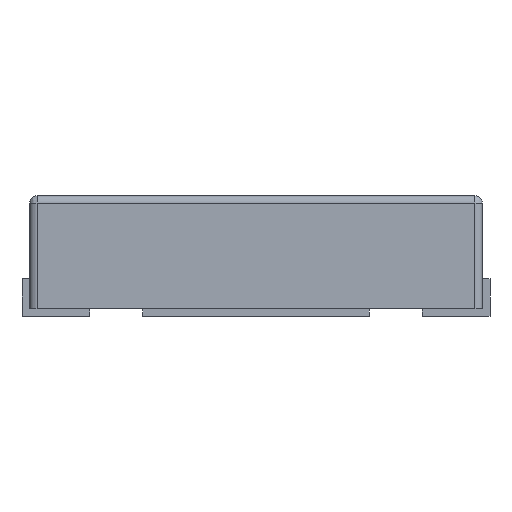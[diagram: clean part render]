
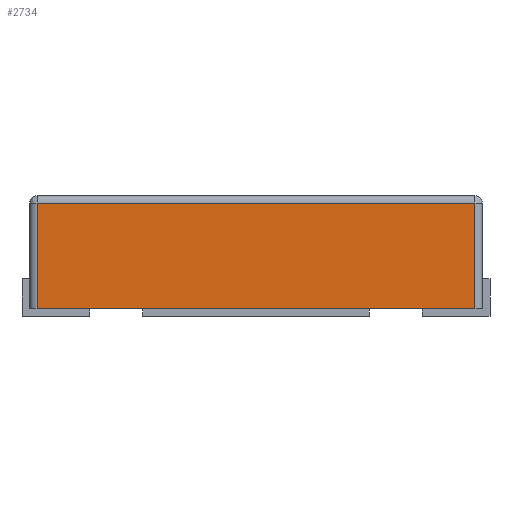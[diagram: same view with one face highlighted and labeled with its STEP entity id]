
A CAD part, front view. The second image highlights one B-rep face of the part: STEP entity #2734.
In plain terms, the highlighted planar face has unit normal (0, -1, 0).
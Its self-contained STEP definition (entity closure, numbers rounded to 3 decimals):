
#427 = CYLINDRICAL_SURFACE('',#428,0.05);
#428 = AXIS2_PLACEMENT_3D('',#429,#430,#431);
#429 = CARTESIAN_POINT('',(-1.5,-1.45,0.7));
#430 = DIRECTION('',(1.,0.,0.));
#431 = DIRECTION('',(0.,0.,-1.));
#1205 = VERTEX_POINT('',#1206);
#1206 = CARTESIAN_POINT('',(1.45,-1.5,0.7));
#1274 = VERTEX_POINT('',#1275);
#1275 = CARTESIAN_POINT('',(-1.45,-1.5,0.7));
#1341 = EDGE_CURVE('',#1274,#1205,#1342,.T.);
#1342 = SURFACE_CURVE('',#1343,(#1347,#1376),.PCURVE_S1.);
#1343 = LINE('',#1344,#1345);
#1344 = CARTESIAN_POINT('',(-1.5,-1.5,0.7));
#1345 = VECTOR('',#1346,1.);
#1346 = DIRECTION('',(1.,0.,0.));
#1347 = PCURVE('',#427,#1348);
#1348 = DEFINITIONAL_REPRESENTATION('',(#1349),#1375);
#1349 = B_SPLINE_CURVE_WITH_KNOTS('',3,(#1350,#1351,#1352,#1353,#1354,
    #1355,#1356,#1357,#1358,#1359,#1360,#1361,#1362,#1363,#1364,#1365,
    #1366,#1367,#1368,#1369,#1370,#1371,#1372,#1373,#1374),
  .UNSPECIFIED.,.F.,.F.,(4,1,1,1,1,1,1,1,1,1,1,1,1,1,1,1,1,1,1,1,1,1,4),
  (0.05,0.182,0.314,0.445,0.577,
    0.709,0.841,0.973,1.105,
    1.236,1.368,1.5,1.632,1.764,
    1.895,2.027,2.159,2.291,
    2.423,2.555,2.686,2.818,2.95),
  .QUASI_UNIFORM_KNOTS.);
#1350 = CARTESIAN_POINT('',(4.712,0.05));
#1351 = CARTESIAN_POINT('',(4.712,0.094));
#1352 = CARTESIAN_POINT('',(4.712,0.182));
#1353 = CARTESIAN_POINT('',(4.712,0.314));
#1354 = CARTESIAN_POINT('',(4.712,0.445));
#1355 = CARTESIAN_POINT('',(4.712,0.577));
#1356 = CARTESIAN_POINT('',(4.712,0.709));
#1357 = CARTESIAN_POINT('',(4.712,0.841));
#1358 = CARTESIAN_POINT('',(4.712,0.973));
#1359 = CARTESIAN_POINT('',(4.712,1.105));
#1360 = CARTESIAN_POINT('',(4.712,1.236));
#1361 = CARTESIAN_POINT('',(4.712,1.368));
#1362 = CARTESIAN_POINT('',(4.712,1.5));
#1363 = CARTESIAN_POINT('',(4.712,1.632));
#1364 = CARTESIAN_POINT('',(4.712,1.764));
#1365 = CARTESIAN_POINT('',(4.712,1.895));
#1366 = CARTESIAN_POINT('',(4.712,2.027));
#1367 = CARTESIAN_POINT('',(4.712,2.159));
#1368 = CARTESIAN_POINT('',(4.712,2.291));
#1369 = CARTESIAN_POINT('',(4.712,2.423));
#1370 = CARTESIAN_POINT('',(4.712,2.555));
#1371 = CARTESIAN_POINT('',(4.712,2.686));
#1372 = CARTESIAN_POINT('',(4.712,2.818));
#1373 = CARTESIAN_POINT('',(4.712,2.906));
#1374 = CARTESIAN_POINT('',(4.712,2.95));
#1375 = ( GEOMETRIC_REPRESENTATION_CONTEXT(2) 
PARAMETRIC_REPRESENTATION_CONTEXT() REPRESENTATION_CONTEXT('2D SPACE',''
  ) );
#1376 = PCURVE('',#1377,#1382);
#1377 = PLANE('',#1378);
#1378 = AXIS2_PLACEMENT_3D('',#1379,#1380,#1381);
#1379 = CARTESIAN_POINT('',(-1.5,-1.5,0.75));
#1380 = DIRECTION('',(0.,1.,0.));
#1381 = DIRECTION('',(0.,0.,1.));
#1382 = DEFINITIONAL_REPRESENTATION('',(#1383),#1387);
#1383 = LINE('',#1384,#1385);
#1384 = CARTESIAN_POINT('',(-0.05,0.));
#1385 = VECTOR('',#1386,1.);
#1386 = DIRECTION('',(0.,1.));
#1387 = ( GEOMETRIC_REPRESENTATION_CONTEXT(2) 
PARAMETRIC_REPRESENTATION_CONTEXT() REPRESENTATION_CONTEXT('2D SPACE',''
  ) );
#1479 = CYLINDRICAL_SURFACE('',#1480,0.05);
#1480 = AXIS2_PLACEMENT_3D('',#1481,#1482,#1483);
#1481 = CARTESIAN_POINT('',(-1.45,-1.45,0.75));
#1482 = DIRECTION('',(0.,0.,1.));
#1483 = DIRECTION('',(1.,0.,0.));
#1620 = PLANE('',#1621);
#1621 = AXIS2_PLACEMENT_3D('',#1622,#1623,#1624);
#1622 = CARTESIAN_POINT('',(-1.5,1.5,0.));
#1623 = DIRECTION('',(0.,0.,1.));
#1624 = DIRECTION('',(1.,0.,0.));
#2311 = CYLINDRICAL_SURFACE('',#2312,0.05);
#2312 = AXIS2_PLACEMENT_3D('',#2313,#2314,#2315);
#2313 = CARTESIAN_POINT('',(1.45,-1.45,0.75));
#2314 = DIRECTION('',(0.,0.,1.));
#2315 = DIRECTION('',(1.,0.,0.));
#2734 = ADVANCED_FACE('',(#2735),#1377,.F.);
#2735 = FACE_BOUND('',#2736,.T.);
#2736 = EDGE_LOOP('',(#2737,#2782,#2783,#2828));
#2737 = ORIENTED_EDGE('',*,*,#2738,.F.);
#2738 = EDGE_CURVE('',#1205,#2739,#2741,.T.);
#2739 = VERTEX_POINT('',#2740);
#2740 = CARTESIAN_POINT('',(1.45,-1.5,0.));
#2741 = SURFACE_CURVE('',#2742,(#2746,#2753),.PCURVE_S1.);
#2742 = LINE('',#2743,#2744);
#2743 = CARTESIAN_POINT('',(1.45,-1.5,0.75));
#2744 = VECTOR('',#2745,1.);
#2745 = DIRECTION('',(0.,0.,-1.));
#2746 = PCURVE('',#1377,#2747);
#2747 = DEFINITIONAL_REPRESENTATION('',(#2748),#2752);
#2748 = LINE('',#2749,#2750);
#2749 = CARTESIAN_POINT('',(0.,2.95));
#2750 = VECTOR('',#2751,1.);
#2751 = DIRECTION('',(-1.,0.));
#2752 = ( GEOMETRIC_REPRESENTATION_CONTEXT(2) 
PARAMETRIC_REPRESENTATION_CONTEXT() REPRESENTATION_CONTEXT('2D SPACE',''
  ) );
#2753 = PCURVE('',#2311,#2754);
#2754 = DEFINITIONAL_REPRESENTATION('',(#2755),#2781);
#2755 = B_SPLINE_CURVE_WITH_KNOTS('',3,(#2756,#2757,#2758,#2759,#2760,
    #2761,#2762,#2763,#2764,#2765,#2766,#2767,#2768,#2769,#2770,#2771,
    #2772,#2773,#2774,#2775,#2776,#2777,#2778,#2779,#2780),
  .UNSPECIFIED.,.F.,.F.,(4,1,1,1,1,1,1,1,1,1,1,1,1,1,1,1,1,1,1,1,1,1,4),
  (0.05,0.082,0.114,0.145,
    0.177,0.209,0.241,0.273,
    0.305,0.336,0.368,0.4,0.432,
    0.464,0.495,0.527,0.559,
    0.591,0.623,0.655,0.686,
    0.718,0.75),.QUASI_UNIFORM_KNOTS.);
#2756 = CARTESIAN_POINT('',(4.712,-0.05));
#2757 = CARTESIAN_POINT('',(4.712,-0.061));
#2758 = CARTESIAN_POINT('',(4.712,-0.082));
#2759 = CARTESIAN_POINT('',(4.712,-0.114));
#2760 = CARTESIAN_POINT('',(4.712,-0.145));
#2761 = CARTESIAN_POINT('',(4.712,-0.177));
#2762 = CARTESIAN_POINT('',(4.712,-0.209));
#2763 = CARTESIAN_POINT('',(4.712,-0.241));
#2764 = CARTESIAN_POINT('',(4.712,-0.273));
#2765 = CARTESIAN_POINT('',(4.712,-0.305));
#2766 = CARTESIAN_POINT('',(4.712,-0.336));
#2767 = CARTESIAN_POINT('',(4.712,-0.368));
#2768 = CARTESIAN_POINT('',(4.712,-0.4));
#2769 = CARTESIAN_POINT('',(4.712,-0.432));
#2770 = CARTESIAN_POINT('',(4.712,-0.464));
#2771 = CARTESIAN_POINT('',(4.712,-0.495));
#2772 = CARTESIAN_POINT('',(4.712,-0.527));
#2773 = CARTESIAN_POINT('',(4.712,-0.559));
#2774 = CARTESIAN_POINT('',(4.712,-0.591));
#2775 = CARTESIAN_POINT('',(4.712,-0.623));
#2776 = CARTESIAN_POINT('',(4.712,-0.655));
#2777 = CARTESIAN_POINT('',(4.712,-0.686));
#2778 = CARTESIAN_POINT('',(4.712,-0.718));
#2779 = CARTESIAN_POINT('',(4.712,-0.739));
#2780 = CARTESIAN_POINT('',(4.712,-0.75));
#2781 = ( GEOMETRIC_REPRESENTATION_CONTEXT(2) 
PARAMETRIC_REPRESENTATION_CONTEXT() REPRESENTATION_CONTEXT('2D SPACE',''
  ) );
#2782 = ORIENTED_EDGE('',*,*,#1341,.F.);
#2783 = ORIENTED_EDGE('',*,*,#2784,.F.);
#2784 = EDGE_CURVE('',#2785,#1274,#2787,.T.);
#2785 = VERTEX_POINT('',#2786);
#2786 = CARTESIAN_POINT('',(-1.45,-1.5,0.));
#2787 = SURFACE_CURVE('',#2788,(#2792,#2799),.PCURVE_S1.);
#2788 = LINE('',#2789,#2790);
#2789 = CARTESIAN_POINT('',(-1.45,-1.5,0.75));
#2790 = VECTOR('',#2791,1.);
#2791 = DIRECTION('',(0.,0.,1.));
#2792 = PCURVE('',#1377,#2793);
#2793 = DEFINITIONAL_REPRESENTATION('',(#2794),#2798);
#2794 = LINE('',#2795,#2796);
#2795 = CARTESIAN_POINT('',(0.,0.05));
#2796 = VECTOR('',#2797,1.);
#2797 = DIRECTION('',(1.,0.));
#2798 = ( GEOMETRIC_REPRESENTATION_CONTEXT(2) 
PARAMETRIC_REPRESENTATION_CONTEXT() REPRESENTATION_CONTEXT('2D SPACE',''
  ) );
#2799 = PCURVE('',#1479,#2800);
#2800 = DEFINITIONAL_REPRESENTATION('',(#2801),#2827);
#2801 = B_SPLINE_CURVE_WITH_KNOTS('',3,(#2802,#2803,#2804,#2805,#2806,
    #2807,#2808,#2809,#2810,#2811,#2812,#2813,#2814,#2815,#2816,#2817,
    #2818,#2819,#2820,#2821,#2822,#2823,#2824,#2825,#2826),
  .UNSPECIFIED.,.F.,.F.,(4,1,1,1,1,1,1,1,1,1,1,1,1,1,1,1,1,1,1,1,1,1,4),
  (-0.75,-0.718,-0.686,-0.655,-0.623
    ,-0.591,-0.559,-0.527,-0.495,
    -0.464,-0.432,-0.4,-0.368,-0.336
    ,-0.305,-0.273,-0.241,-0.209,
    -0.177,-0.145,-0.114,-0.082
    ,-0.05),.UNSPECIFIED.);
#2802 = CARTESIAN_POINT('',(4.712,-0.75));
#2803 = CARTESIAN_POINT('',(4.712,-0.739));
#2804 = CARTESIAN_POINT('',(4.712,-0.718));
#2805 = CARTESIAN_POINT('',(4.712,-0.686));
#2806 = CARTESIAN_POINT('',(4.712,-0.655));
#2807 = CARTESIAN_POINT('',(4.712,-0.623));
#2808 = CARTESIAN_POINT('',(4.712,-0.591));
#2809 = CARTESIAN_POINT('',(4.712,-0.559));
#2810 = CARTESIAN_POINT('',(4.712,-0.527));
#2811 = CARTESIAN_POINT('',(4.712,-0.495));
#2812 = CARTESIAN_POINT('',(4.712,-0.464));
#2813 = CARTESIAN_POINT('',(4.712,-0.432));
#2814 = CARTESIAN_POINT('',(4.712,-0.4));
#2815 = CARTESIAN_POINT('',(4.712,-0.368));
#2816 = CARTESIAN_POINT('',(4.712,-0.336));
#2817 = CARTESIAN_POINT('',(4.712,-0.305));
#2818 = CARTESIAN_POINT('',(4.712,-0.273));
#2819 = CARTESIAN_POINT('',(4.712,-0.241));
#2820 = CARTESIAN_POINT('',(4.712,-0.209));
#2821 = CARTESIAN_POINT('',(4.712,-0.177));
#2822 = CARTESIAN_POINT('',(4.712,-0.145));
#2823 = CARTESIAN_POINT('',(4.712,-0.114));
#2824 = CARTESIAN_POINT('',(4.712,-0.082));
#2825 = CARTESIAN_POINT('',(4.712,-0.061));
#2826 = CARTESIAN_POINT('',(4.712,-0.05));
#2827 = ( GEOMETRIC_REPRESENTATION_CONTEXT(2) 
PARAMETRIC_REPRESENTATION_CONTEXT() REPRESENTATION_CONTEXT('2D SPACE',''
  ) );
#2828 = ORIENTED_EDGE('',*,*,#2829,.F.);
#2829 = EDGE_CURVE('',#2739,#2785,#2830,.T.);
#2830 = SURFACE_CURVE('',#2831,(#2835,#2842),.PCURVE_S1.);
#2831 = LINE('',#2832,#2833);
#2832 = CARTESIAN_POINT('',(-1.5,-1.5,0.));
#2833 = VECTOR('',#2834,1.);
#2834 = DIRECTION('',(-1.,0.,0.));
#2835 = PCURVE('',#1377,#2836);
#2836 = DEFINITIONAL_REPRESENTATION('',(#2837),#2841);
#2837 = LINE('',#2838,#2839);
#2838 = CARTESIAN_POINT('',(-0.75,0.));
#2839 = VECTOR('',#2840,1.);
#2840 = DIRECTION('',(0.,-1.));
#2841 = ( GEOMETRIC_REPRESENTATION_CONTEXT(2) 
PARAMETRIC_REPRESENTATION_CONTEXT() REPRESENTATION_CONTEXT('2D SPACE',''
  ) );
#2842 = PCURVE('',#1620,#2843);
#2843 = DEFINITIONAL_REPRESENTATION('',(#2844),#2848);
#2844 = LINE('',#2845,#2846);
#2845 = CARTESIAN_POINT('',(0.,-3.));
#2846 = VECTOR('',#2847,1.);
#2847 = DIRECTION('',(-1.,0.));
#2848 = ( GEOMETRIC_REPRESENTATION_CONTEXT(2) 
PARAMETRIC_REPRESENTATION_CONTEXT() REPRESENTATION_CONTEXT('2D SPACE',''
  ) );
